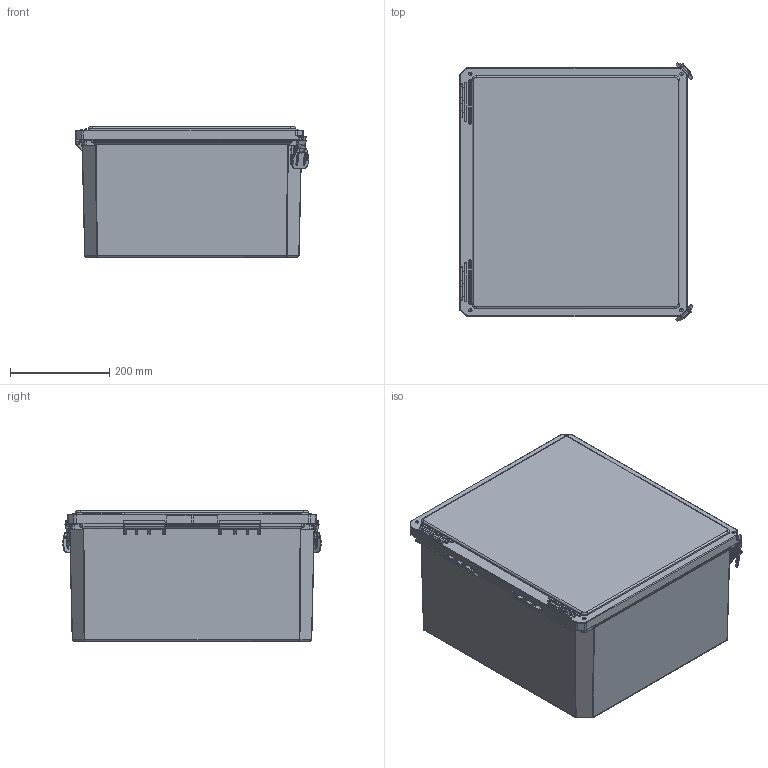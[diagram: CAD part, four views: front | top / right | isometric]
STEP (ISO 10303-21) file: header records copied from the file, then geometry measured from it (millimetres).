
FILE_DESCRIPTION (( 'STEP AP214' ), '1' );
FILE_NAME ('FR181610HLL.STEP', '2018-11-01T13:28:24', ( '' ), ( '' ), 'SwSTEP 2.0', 'SolidWorks 2018', '' );
FILE_SCHEMA (( 'AUTOMOTIVE_DESIGN' ));
Length unit declared in the file: inch
Products named in the file (1): FR181610HLL
Bounding box: 471.03 x 522.36 x 262.67 mm (x, y, z)
Volume: 4231282.9 mm3; surface area: 1920482.7 mm2
Topology: 37 solids, 37 shells, 2353 faces, 5763 edges, 3433 vertices
Faces by surface type: cylinder 920, plane 824, bspline 549, cone 48, torus 12
Full cylindrical faces by diameter (mm): 1.267 x4, 1.27 x2, 2.489 x4, 3.429 x4, 3.48 x4, 3.81 x4, 3.861 x8, 3.962 x16, 5.08 x4, 5.3 x4, 5.563 x2, 5.766 x2, 6.248 x16, 6.401 x4, 6.426 x4, 7.937 x2, 9.22 x2, 11.049 x2, 15.24 x2
Entity records: 125996 total; most frequent: CARTESIAN_POINT 45965, ORIENTED_EDGE 11066, DIRECTION 8421, EDGE_CURVE 5533, VERTEX_POINT 3402, AXIS2_PLACEMENT_3D 2825, LINE 2771, VECTOR 2771
